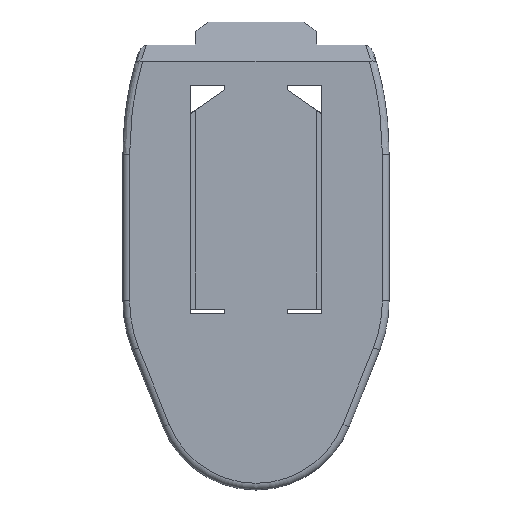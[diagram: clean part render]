
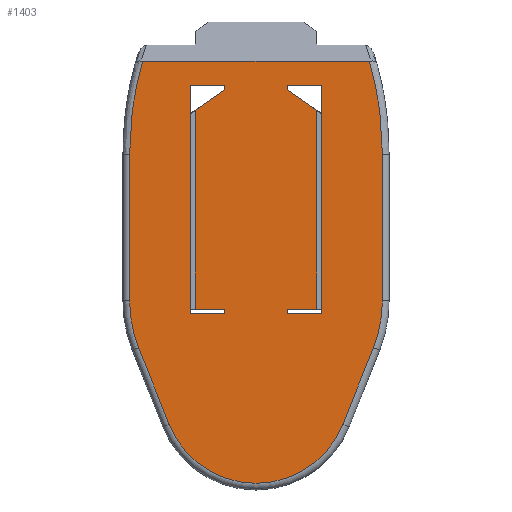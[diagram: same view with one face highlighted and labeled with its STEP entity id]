
A CAD part, front view. The second image highlights one B-rep face of the part: STEP entity #1403.
In plain terms, the highlighted planar face has unit normal (0, -1, 0).
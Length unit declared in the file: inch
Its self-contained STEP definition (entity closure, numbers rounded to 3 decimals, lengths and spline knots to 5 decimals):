
#15=FACE_BOUND('',#242,.T.);
#16=FACE_BOUND('',#243,.T.);
#28=B_SPLINE_CURVE_WITH_KNOTS('',3,(#2079,#2080,#2081,#2082),
 .UNSPECIFIED.,.F.,.F.,(4,4),(-1.3441,-0.27482),
 .UNSPECIFIED.);
#37=B_SPLINE_CURVE_WITH_KNOTS('',3,(#2394,#2395,#2396,#2397),
 .UNSPECIFIED.,.F.,.F.,(4,4),(-1.3441,-0.27482),
 .UNSPECIFIED.);
#62=CIRCLE('',#1444,0.5645);
#76=CIRCLE('',#1491,0.5645);
#79=CIRCLE('',#1496,0.41778);
#168=FACE_OUTER_BOUND('',#241,.T.);
#241=EDGE_LOOP('',(#1259,#1260,#1261,#1262,#1263,#1264,#1265,#1266,#1267,
#1268));
#242=EDGE_LOOP('',(#1269,#1270,#1271,#1272,#1273,#1274,#1275,#1276));
#243=EDGE_LOOP('',(#1277,#1278,#1279,#1280,#1281,#1282,#1283,#1284));
#263=LINE('',#1910,#414);
#283=LINE('',#2089,#434);
#285=LINE('',#2101,#436);
#289=LINE('',#2115,#440);
#293=LINE('',#2123,#444);
#302=LINE('',#2140,#453);
#303=LINE('',#2142,#454);
#309=LINE('',#2153,#460);
#313=LINE('',#2160,#464);
#315=LINE('',#2163,#466);
#350=LINE('',#2246,#501);
#363=LINE('',#2406,#514);
#365=LINE('',#2418,#516);
#368=LINE('',#2431,#519);
#371=LINE('',#2438,#522);
#379=LINE('',#2452,#530);
#384=LINE('',#2463,#535);
#385=LINE('',#2464,#536);
#390=LINE('',#2474,#541);
#393=LINE('',#2481,#544);
#394=LINE('',#2483,#545);
#414=VECTOR('',#1552,0.3937);
#434=VECTOR('',#1602,0.3937);
#436=VECTOR('',#1616,0.3937);
#440=VECTOR('',#1622,0.3937);
#444=VECTOR('',#1628,0.3937);
#453=VECTOR('',#1645,0.3937);
#454=VECTOR('',#1646,0.3937);
#460=VECTOR('',#1658,0.3937);
#464=VECTOR('',#1668,0.3937);
#466=VECTOR('',#1672,0.3937);
#501=VECTOR('',#1733,0.3937);
#514=VECTOR('',#1778,0.3937);
#516=VECTOR('',#1792,0.3937);
#519=VECTOR('',#1803,0.3937);
#522=VECTOR('',#1808,0.3937);
#530=VECTOR('',#1818,0.3937);
#535=VECTOR('',#1831,0.3937);
#536=VECTOR('',#1832,0.3937);
#541=VECTOR('',#1845,0.3937);
#544=VECTOR('',#1856,0.3937);
#545=VECTOR('',#1859,0.3937);
#564=VERTEX_POINT('',#1907);
#565=VERTEX_POINT('',#1909);
#590=VERTEX_POINT('',#2073);
#591=VERTEX_POINT('',#2078);
#593=VERTEX_POINT('',#2086);
#595=VERTEX_POINT('',#2092);
#597=VERTEX_POINT('',#2098);
#599=VERTEX_POINT('',#2112);
#600=VERTEX_POINT('',#2114);
#602=VERTEX_POINT('',#2120);
#603=VERTEX_POINT('',#2122);
#608=VERTEX_POINT('',#2141);
#610=VERTEX_POINT('',#2152);
#640=VERTEX_POINT('',#2243);
#641=VERTEX_POINT('',#2245);
#657=VERTEX_POINT('',#2391);
#658=VERTEX_POINT('',#2393);
#660=VERTEX_POINT('',#2404);
#662=VERTEX_POINT('',#2410);
#664=VERTEX_POINT('',#2416);
#666=VERTEX_POINT('',#2435);
#667=VERTEX_POINT('',#2437);
#668=VERTEX_POINT('',#2441);
#672=VERTEX_POINT('',#2450);
#674=VERTEX_POINT('',#2461);
#675=VERTEX_POINT('',#2472);
#697=EDGE_CURVE('',#564,#565,#263,.T.);
#731=EDGE_CURVE('',#591,#590,#28,.T.);
#735=EDGE_CURVE('',#593,#591,#283,.T.);
#738=EDGE_CURVE('',#595,#593,#62,.T.);
#741=EDGE_CURVE('',#597,#595,#285,.T.);
#745=EDGE_CURVE('',#599,#600,#289,.T.);
#749=EDGE_CURVE('',#602,#603,#293,.T.);
#758=EDGE_CURVE('',#600,#602,#302,.T.);
#759=EDGE_CURVE('',#565,#608,#303,.T.);
#765=EDGE_CURVE('',#608,#610,#309,.T.);
#769=EDGE_CURVE('',#610,#599,#313,.T.);
#771=EDGE_CURVE('',#603,#564,#315,.T.);
#811=EDGE_CURVE('',#641,#640,#350,.T.);
#838=EDGE_CURVE('',#657,#658,#37,.T.);
#841=EDGE_CURVE('',#660,#657,#363,.T.);
#844=EDGE_CURVE('',#662,#660,#76,.T.);
#847=EDGE_CURVE('',#664,#662,#365,.T.);
#849=EDGE_CURVE('',#664,#597,#79,.T.);
#852=EDGE_CURVE('',#658,#590,#368,.T.);
#855=EDGE_CURVE('',#667,#666,#371,.T.);
#863=EDGE_CURVE('',#668,#672,#379,.T.);
#868=EDGE_CURVE('',#640,#674,#384,.T.);
#869=EDGE_CURVE('',#666,#668,#385,.T.);
#874=EDGE_CURVE('',#674,#675,#390,.T.);
#877=EDGE_CURVE('',#675,#667,#393,.T.);
#878=EDGE_CURVE('',#672,#641,#394,.T.);
#1259=ORIENTED_EDGE('',*,*,#849,.T.);
#1260=ORIENTED_EDGE('',*,*,#741,.T.);
#1261=ORIENTED_EDGE('',*,*,#738,.T.);
#1262=ORIENTED_EDGE('',*,*,#735,.T.);
#1263=ORIENTED_EDGE('',*,*,#731,.T.);
#1264=ORIENTED_EDGE('',*,*,#852,.F.);
#1265=ORIENTED_EDGE('',*,*,#838,.F.);
#1266=ORIENTED_EDGE('',*,*,#841,.F.);
#1267=ORIENTED_EDGE('',*,*,#844,.F.);
#1268=ORIENTED_EDGE('',*,*,#847,.F.);
#1269=ORIENTED_EDGE('',*,*,#769,.F.);
#1270=ORIENTED_EDGE('',*,*,#765,.F.);
#1271=ORIENTED_EDGE('',*,*,#759,.F.);
#1272=ORIENTED_EDGE('',*,*,#697,.F.);
#1273=ORIENTED_EDGE('',*,*,#771,.F.);
#1274=ORIENTED_EDGE('',*,*,#749,.F.);
#1275=ORIENTED_EDGE('',*,*,#758,.F.);
#1276=ORIENTED_EDGE('',*,*,#745,.F.);
#1277=ORIENTED_EDGE('',*,*,#877,.T.);
#1278=ORIENTED_EDGE('',*,*,#855,.T.);
#1279=ORIENTED_EDGE('',*,*,#869,.T.);
#1280=ORIENTED_EDGE('',*,*,#863,.T.);
#1281=ORIENTED_EDGE('',*,*,#878,.T.);
#1282=ORIENTED_EDGE('',*,*,#811,.T.);
#1283=ORIENTED_EDGE('',*,*,#868,.T.);
#1284=ORIENTED_EDGE('',*,*,#874,.T.);
#1330=PLANE('',#1514);
#1403=ADVANCED_FACE('',(#168,#15,#16),#1330,.F.);
#1444=AXIS2_PLACEMENT_3D('',#2095,#1609,#1610);
#1491=AXIS2_PLACEMENT_3D('',#2412,#1784,#1785);
#1496=AXIS2_PLACEMENT_3D('',#2421,#1796,#1797);
#1514=AXIS2_PLACEMENT_3D('',#2484,#1860,#1861);
#1552=DIRECTION('',(-1.,0.,0.));
#1602=DIRECTION('',(0.,0.,1.));
#1609=DIRECTION('center_axis',(0.,-1.,0.));
#1610=DIRECTION('ref_axis',(0.982,0.,-0.188));
#1616=DIRECTION('',(0.37,0.,0.929));
#1622=DIRECTION('',(-1.,0.,0.));
#1628=DIRECTION('',(0.819,0.,-0.574));
#1645=DIRECTION('',(0.,0.,-1.));
#1646=DIRECTION('',(0.,0.,-1.));
#1658=DIRECTION('',(1.,0.,0.));
#1668=DIRECTION('',(0.,0.,1.));
#1672=DIRECTION('',(0.,0.,-1.));
#1733=DIRECTION('',(1.,0.,0.));
#1778=DIRECTION('',(0.,0.,1.));
#1784=DIRECTION('center_axis',(0.,1.,0.));
#1785=DIRECTION('ref_axis',(-0.982,0.,-0.188));
#1792=DIRECTION('',(-0.37,0.,0.929));
#1796=DIRECTION('center_axis',(0.,-1.,0.));
#1797=DIRECTION('ref_axis',(0.561,0.,-0.828));
#1803=DIRECTION('',(1.,0.,0.));
#1808=DIRECTION('',(1.,0.,0.));
#1818=DIRECTION('',(-0.819,0.,-0.574));
#1831=DIRECTION('',(0.,0.,-1.));
#1832=DIRECTION('',(0.,0.,-1.));
#1845=DIRECTION('',(-1.,0.,0.));
#1856=DIRECTION('',(0.,0.,1.));
#1859=DIRECTION('',(0.,0.,-1.));
#1860=DIRECTION('center_axis',(0.,1.,0.));
#1861=DIRECTION('ref_axis',(1.,0.,0.));
#1907=CARTESIAN_POINT('',(0.272,-0.125,-0.59849));
#1909=CARTESIAN_POINT('',(0.14075,-0.125,-0.59849));
#1910=CARTESIAN_POINT('',(0.31246,-0.125,-0.59849));
#2073=CARTESIAN_POINT('',(0.50581,-0.125,0.50908));
#2078=CARTESIAN_POINT('',(0.5645,-0.125,0.09375));
#2079=CARTESIAN_POINT('Ctrl Pts',(0.5645,-0.125,0.09375));
#2080=CARTESIAN_POINT('Ctrl Pts',(0.5645,-0.125,0.23408));
#2081=CARTESIAN_POINT('Ctrl Pts',(0.54597,-0.125,0.37463));
#2082=CARTESIAN_POINT('Ctrl Pts',(0.50581,-0.125,0.50908));
#2086=CARTESIAN_POINT('',(0.5645,-0.125,-0.56175));
#2089=CARTESIAN_POINT('',(0.5645,-0.125,-0.02305));
#2092=CARTESIAN_POINT('',(0.52447,-0.125,-0.77052));
#2095=CARTESIAN_POINT('Origin',(0.,-0.125,-0.56175));
#2098=CARTESIAN_POINT('',(0.38815,-0.125,-1.11298));
#2101=CARTESIAN_POINT('',(0.63007,-0.125,-0.50525));
#2112=CARTESIAN_POINT('',(0.292,-0.125,0.40151));
#2114=CARTESIAN_POINT('',(0.14075,-0.125,0.40151));
#2115=CARTESIAN_POINT('',(0.31246,-0.125,0.40151));
#2120=CARTESIAN_POINT('',(0.14075,-0.125,0.38151));
#2122=CARTESIAN_POINT('',(0.272,-0.125,0.2896));
#2123=CARTESIAN_POINT('',(0.60499,-0.125,0.05644));
#2140=CARTESIAN_POINT('',(0.14075,-0.125,0.12082));
#2141=CARTESIAN_POINT('',(0.14075,-0.125,-0.61849));
#2142=CARTESIAN_POINT('',(0.14075,-0.125,-0.37918));
#2152=CARTESIAN_POINT('',(0.292,-0.125,-0.61849));
#2153=CARTESIAN_POINT('',(0.38808,-0.125,-0.61849));
#2160=CARTESIAN_POINT('',(0.292,-0.125,0.13082));
#2163=CARTESIAN_POINT('',(0.272,-0.125,-0.36918));
#2243=CARTESIAN_POINT('',(-0.14075,-0.125,-0.59849));
#2245=CARTESIAN_POINT('',(-0.272,-0.125,-0.59849));
#2246=CARTESIAN_POINT('',(-0.31246,-0.125,-0.59849));
#2391=CARTESIAN_POINT('',(-0.5645,-0.125,0.09375));
#2393=CARTESIAN_POINT('',(-0.50581,-0.125,0.50908));
#2394=CARTESIAN_POINT('Ctrl Pts',(-0.5645,-0.125,0.09375));
#2395=CARTESIAN_POINT('Ctrl Pts',(-0.5645,-0.125,0.23408));
#2396=CARTESIAN_POINT('Ctrl Pts',(-0.54597,-0.125,0.37463));
#2397=CARTESIAN_POINT('Ctrl Pts',(-0.50581,-0.125,0.50908));
#2404=CARTESIAN_POINT('',(-0.5645,-0.125,-0.56175));
#2406=CARTESIAN_POINT('',(-0.5645,-0.125,-0.02305));
#2410=CARTESIAN_POINT('',(-0.52447,-0.125,-0.77052));
#2412=CARTESIAN_POINT('Origin',(0.,-0.125,-0.56175));
#2416=CARTESIAN_POINT('',(-0.38815,-0.125,-1.11298));
#2418=CARTESIAN_POINT('',(-0.63007,-0.125,-0.50525));
#2421=CARTESIAN_POINT('Origin',(0.,-0.125,-0.95847));
#2431=CARTESIAN_POINT('',(-0.3907,-0.125,0.50908));
#2435=CARTESIAN_POINT('',(-0.14075,-0.125,0.40151));
#2437=CARTESIAN_POINT('',(-0.292,-0.125,0.40151));
#2438=CARTESIAN_POINT('',(-0.31246,-0.125,0.40151));
#2441=CARTESIAN_POINT('',(-0.14075,-0.125,0.38151));
#2450=CARTESIAN_POINT('',(-0.272,-0.125,0.2896));
#2452=CARTESIAN_POINT('',(-0.60499,-0.125,0.05644));
#2461=CARTESIAN_POINT('',(-0.14075,-0.125,-0.61849));
#2463=CARTESIAN_POINT('',(-0.14075,-0.125,-0.37918));
#2464=CARTESIAN_POINT('',(-0.14075,-0.125,0.12082));
#2472=CARTESIAN_POINT('',(-0.292,-0.125,-0.61849));
#2474=CARTESIAN_POINT('',(-0.38808,-0.125,-0.61849));
#2481=CARTESIAN_POINT('',(-0.292,-0.125,0.13082));
#2483=CARTESIAN_POINT('',(-0.272,-0.125,-0.36918));
#2484=CARTESIAN_POINT('Origin',(-0.48416,-0.125,-0.13986));
